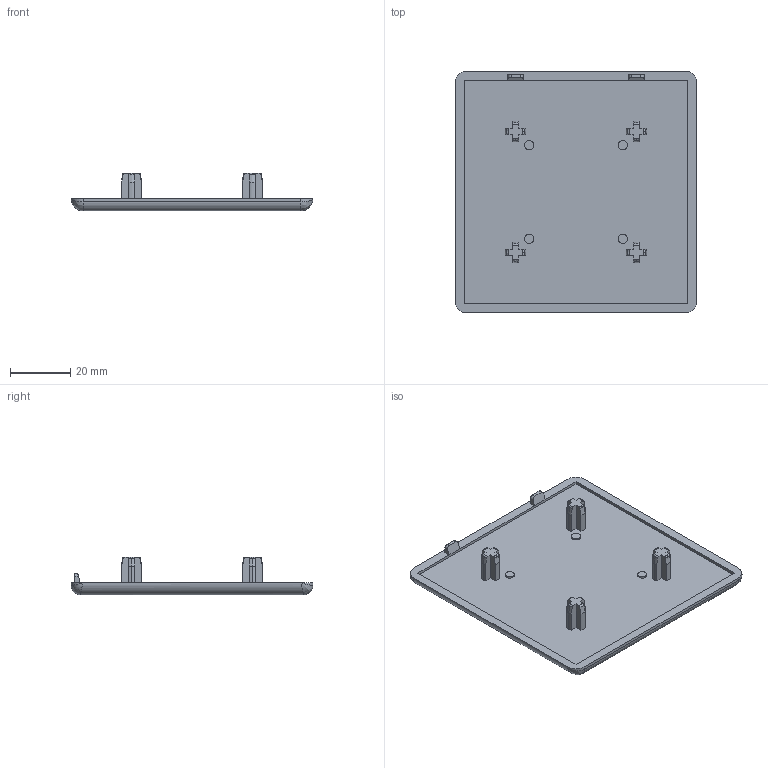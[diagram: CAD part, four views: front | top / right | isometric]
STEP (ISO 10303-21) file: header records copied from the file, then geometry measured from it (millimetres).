
FILE_DESCRIPTION (( 'STEP AP214' ), '1' );
FILE_NAME ('BASE08E3019-Embout 8 80x80, gris.step', '2023-03-24T09:50:04', ( 'Altae' ), ( '' ), 'SwSTEP 2.0', 'SolidWorks 2021', '' );
FILE_SCHEMA (( 'AUTOMOTIVE_DESIGN' ));
Length unit declared in the file: millimetre
Products named in the file (1): BASE08E3019-Embout 8 80x80, gris
Bounding box: 80 x 80 x 12.5 mm (x, y, z)
Volume: 20140.6 mm3; surface area: 14876.7 mm2
Topology: 1 solids, 1 shells, 146 faces, 389 edges, 250 vertices
Faces by surface type: plane 59, cylinder 40, bspline 27, cone 20
Entity records: 5403 total; most frequent: CARTESIAN_POINT 1974, ORIENTED_EDGE 770, DIRECTION 628, EDGE_CURVE 385, VERTEX_POINT 250, AXIS2_PLACEMENT_3D 222, LINE 184, VECTOR 184
